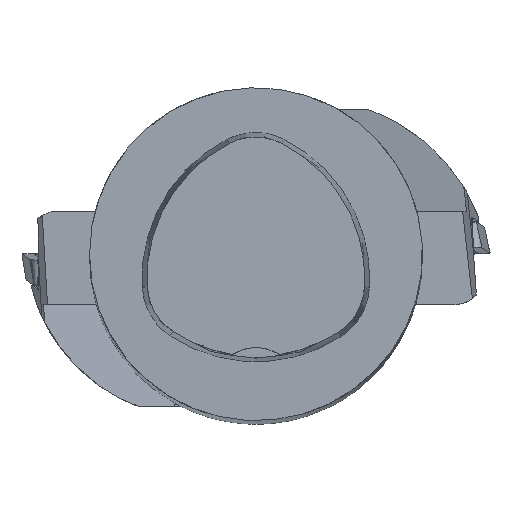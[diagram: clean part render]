
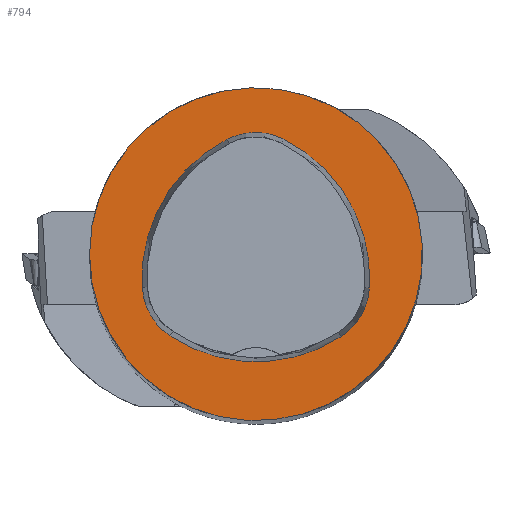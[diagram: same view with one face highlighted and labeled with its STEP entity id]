
A CAD part, top view. The second image highlights one B-rep face of the part: STEP entity #794.
In plain terms, the highlighted planar face has unit normal (0, 0, 1).
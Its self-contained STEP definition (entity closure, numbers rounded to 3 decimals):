
#354=FACE_BOUND('',#1419,.T.);
#355=FACE_BOUND('',#1420,.T.);
#441=CIRCLE('',#4669,16.);
#442=CIRCLE('',#4675,15.);
#444=CIRCLE('',#4678,6.);
#446=CIRCLE('',#4681,15.);
#448=CIRCLE('',#4684,6.);
#452=CIRCLE('',#4689,15.);
#454=CIRCLE('',#4692,6.);
#794=ADVANCED_FACE('',(#354,#355),#966,.T.);
#966=PLANE('',#4697);
#1419=EDGE_LOOP('',(#2377,#2378,#2379,#2380,#2381,#2382));
#1420=EDGE_LOOP('',(#2383));
#2377=ORIENTED_EDGE('',*,*,#3465,.T.);
#2378=ORIENTED_EDGE('',*,*,#3445,.T.);
#2379=ORIENTED_EDGE('',*,*,#3449,.T.);
#2380=ORIENTED_EDGE('',*,*,#3452,.T.);
#2381=ORIENTED_EDGE('',*,*,#3455,.T.);
#2382=ORIENTED_EDGE('',*,*,#3463,.T.);
#2383=ORIENTED_EDGE('',*,*,#3426,.F.);
#2914=VERTEX_POINT('',#7223);
#2931=VERTEX_POINT('',#7296);
#2932=VERTEX_POINT('',#7297);
#2935=VERTEX_POINT('',#7305);
#2937=VERTEX_POINT('',#7311);
#2939=VERTEX_POINT('',#7317);
#2946=VERTEX_POINT('',#7338);
#3426=EDGE_CURVE('',#2914,#2914,#441,.T.);
#3445=EDGE_CURVE('',#2931,#2932,#442,.T.);
#3449=EDGE_CURVE('',#2932,#2935,#444,.T.);
#3452=EDGE_CURVE('',#2935,#2937,#446,.T.);
#3455=EDGE_CURVE('',#2937,#2939,#448,.T.);
#3463=EDGE_CURVE('',#2939,#2946,#452,.T.);
#3465=EDGE_CURVE('',#2946,#2931,#454,.T.);
#4669=AXIS2_PLACEMENT_3D('',#7222,#5582,#5583);
#4675=AXIS2_PLACEMENT_3D('',#7295,#5604,#5605);
#4678=AXIS2_PLACEMENT_3D('',#7304,#5612,#5613);
#4681=AXIS2_PLACEMENT_3D('',#7310,#5619,#5620);
#4684=AXIS2_PLACEMENT_3D('',#7316,#5626,#5627);
#4689=AXIS2_PLACEMENT_3D('',#7339,#5638,#5639);
#4692=AXIS2_PLACEMENT_3D('',#7342,#5644,#5645);
#4697=AXIS2_PLACEMENT_3D('',#7347,#5654,#5655);
#5582=DIRECTION('',(0.,0.,-1.));
#5583=DIRECTION('',(-1.,0.,0.));
#5604=DIRECTION('',(0.,0.,-1.));
#5605=DIRECTION('',(-1.,0.,0.));
#5612=DIRECTION('',(0.,0.,-1.));
#5613=DIRECTION('',(-1.,0.,0.));
#5619=DIRECTION('',(0.,0.,-1.));
#5620=DIRECTION('',(-1.,0.,0.));
#5626=DIRECTION('',(0.,0.,-1.));
#5627=DIRECTION('',(-1.,0.,0.));
#5638=DIRECTION('',(0.,0.,-1.));
#5639=DIRECTION('',(-1.,0.,0.));
#5644=DIRECTION('',(0.,0.,-1.));
#5645=DIRECTION('',(-1.,0.,0.));
#5654=DIRECTION('',(0.,0.,1.));
#5655=DIRECTION('',(-1.,0.,0.));
#7222=CARTESIAN_POINT('',(0.,0.,0.));
#7223=CARTESIAN_POINT('',(-16.,0.,0.));
#7295=CARTESIAN_POINT('',(4.048,-2.316,0.));
#7296=CARTESIAN_POINT('',(-10.926,-3.206,0.));
#7297=CARTESIAN_POINT('',(-2.774,11.043,0.));
#7304=CARTESIAN_POINT('',(-0.045,5.7,0.));
#7305=CARTESIAN_POINT('',(2.638,11.066,0.));
#7310=CARTESIAN_POINT('',(-4.07,-2.35,0.));
#7311=CARTESIAN_POINT('',(10.903,-3.249,0.));
#7316=CARTESIAN_POINT('',(4.914,-2.889,0.));
#7317=CARTESIAN_POINT('',(8.177,-7.924,0.));
#7338=CARTESIAN_POINT('',(-8.24,-7.859,0.));
#7339=CARTESIAN_POINT('',(0.019,4.663,0.));
#7342=CARTESIAN_POINT('',(-4.936,-2.85,0.));
#7347=CARTESIAN_POINT('',(0.,0.,0.));
